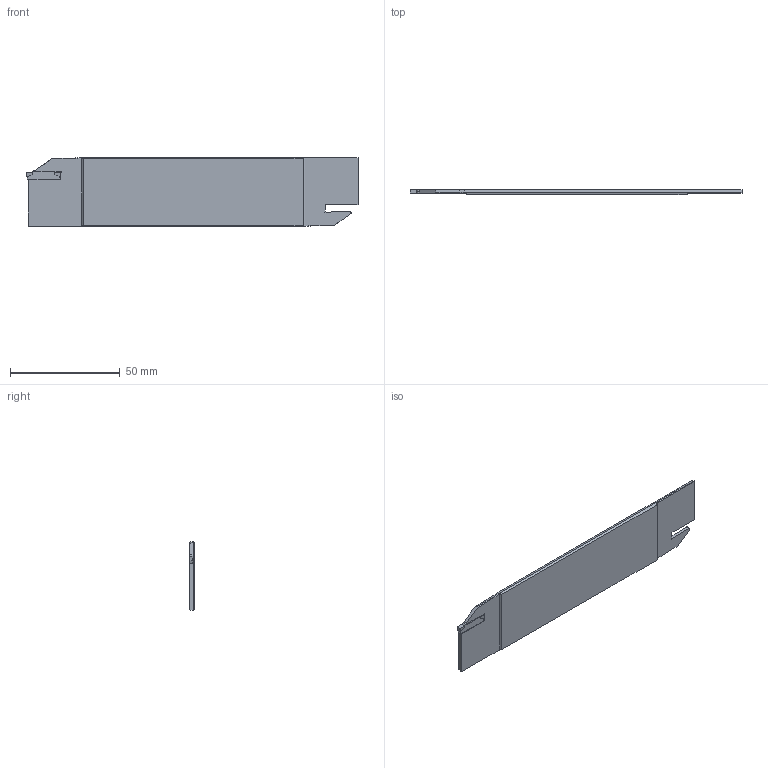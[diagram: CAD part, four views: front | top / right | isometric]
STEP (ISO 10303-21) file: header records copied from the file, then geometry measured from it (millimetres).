
FILE_DESCRIPTION(/* description */ (''),/* implementation_level */ '2;1');
FILE_NAME(/* name */ 'AKL-K-32-2.stp',/* time_stamp */ '2023-10-31T21:10:58+03:00',/* author */ (''),/* organization */ (''),/* preprocessor_version */ 'ST-DEVELOPER v19.4',/* originating_system */ 'SIEMENS PLM Software NX2306.3001',/* authorisation */ '');
FILE_SCHEMA (('AUTOMOTIVE_DESIGN { 1 0 10303 214 3 1 1 1 }'));
Length unit declared in the file: millimetre
Products named in the file (1): AKL-K-32-2_x_t_objects
Bounding box: 151 x 2.6 x 31.36 mm (x, y, z)
Volume: 9734.2 mm3; surface area: 9885.2 mm2
Topology: 2 solids, 2 shells, 70 faces, 182 edges, 116 vertices
Faces by surface type: plane 46, cylinder 20, bspline 4
Entity records: 2206 total; most frequent: CARTESIAN_POINT 433, ORIENTED_EDGE 364, DIRECTION 338, EDGE_CURVE 182, LINE 144, VECTOR 144, VERTEX_POINT 116, AXIS2_PLACEMENT_3D 97
